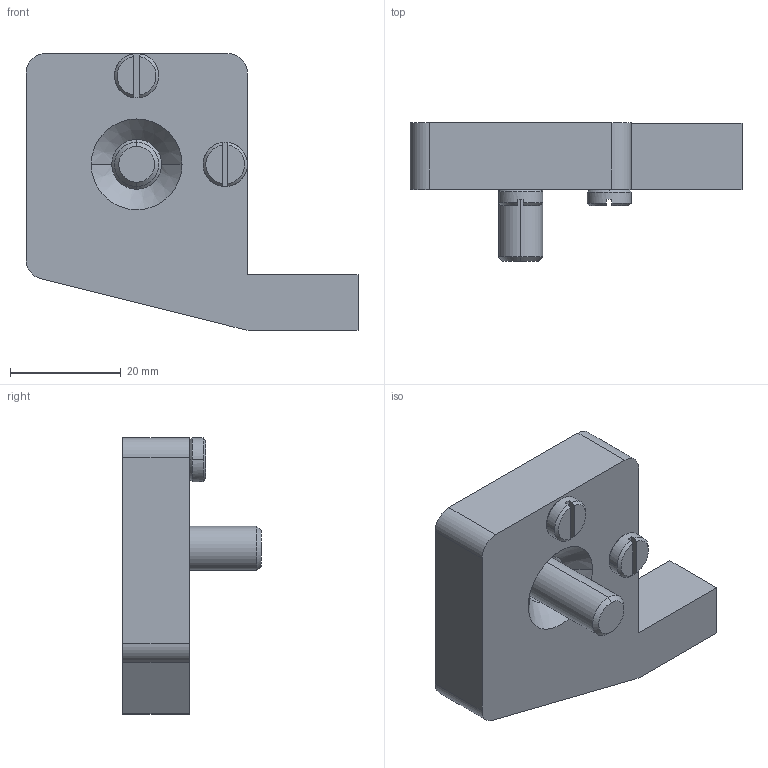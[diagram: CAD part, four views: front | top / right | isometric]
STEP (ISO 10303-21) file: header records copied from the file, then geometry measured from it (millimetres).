
FILE_DESCRIPTION (( 'STEP AP214' ), '1' );
FILE_NAME ('SAFE08E1375-Embout butée de porte 8 40.step', '2023-03-24T10:11:45', ( 'Altae' ), ( '' ), 'SwSTEP 2.0', 'SolidWorks 2021', '' );
FILE_SCHEMA (( 'AUTOMOTIVE_DESIGN' ));
Length unit declared in the file: millimetre
Products named in the file (1): SAFE08E1375-Embout butée de porte 8 40
Bounding box: 60 x 25 x 50 mm (x, y, z)
Volume: 24247.1 mm3; surface area: 8410.6 mm2
Topology: 4 solids, 4 shells, 91 faces, 227 edges, 145 vertices
Faces by surface type: plane 31, cylinder 26, cone 26, torus 8
Entity records: 3874 total; most frequent: CARTESIAN_POINT 834, DIRECTION 493, ORIENTED_EDGE 450, EDGE_CURVE 225, AXIS2_PLACEMENT_3D 198, VERTEX_POINT 145, CIRCLE 106, EDGE_LOOP 100
